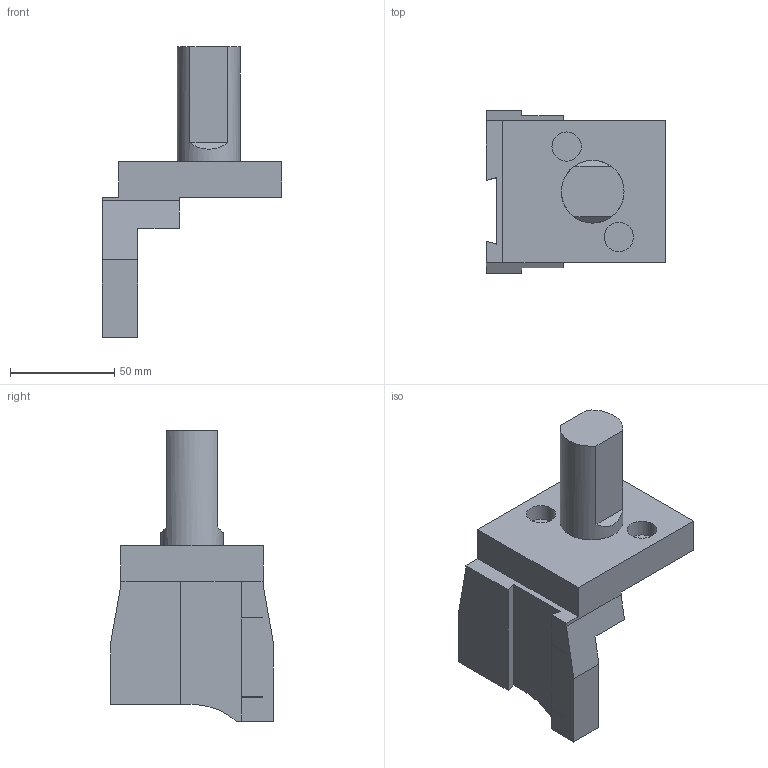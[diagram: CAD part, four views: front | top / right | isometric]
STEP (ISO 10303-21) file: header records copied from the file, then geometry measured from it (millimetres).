
FILE_DESCRIPTION(/* description */ (''),/* implementation_level */ '2;1');
FILE_NAME(/* name */ '1597215641949.stp',/* time_stamp */ '2020-08-12T09:00:49+02:00',/* author */ (''),/* organization */ ('SMS'),/* preprocessor_version */ 'ST-DEVELOPER v16.7',/* originating_system */ 'SIEMENS PLM Software NX 12.0',/* authorisation */ '');
FILE_SCHEMA (('AUTOMOTIVE_DESIGN { 1 0 10303 214 3 1 1 1 }'));
Length unit declared in the file: millimetre
Products named in the file (1): 201809469mod000_01
Bounding box: 86 x 78 x 139 mm (x, y, z)
Volume: 213622 mm3; surface area: 35237.4 mm2
Topology: 1 solids, 1 shells, 40 faces, 105 edges, 73 vertices
Faces by surface type: plane 36, cylinder 4
Full cylindrical faces by diameter (mm): 14 x2, 30 x1
Entity records: 1265 total; most frequent: CARTESIAN_POINT 217, ORIENTED_EDGE 202, DIRECTION 200, EDGE_CURVE 101, LINE 90, VECTOR 90, VERTEX_POINT 69, AXIS2_PLACEMENT_3D 55
